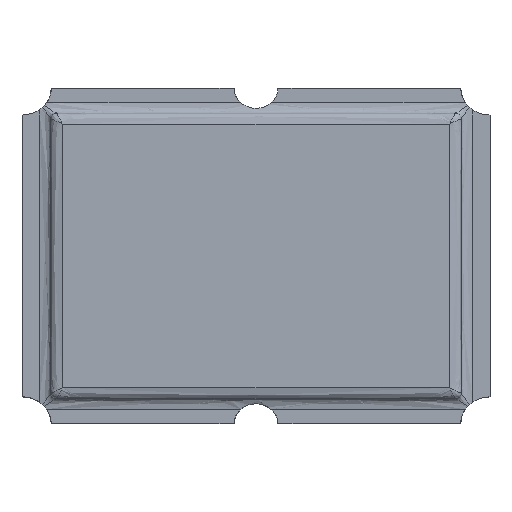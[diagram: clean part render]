
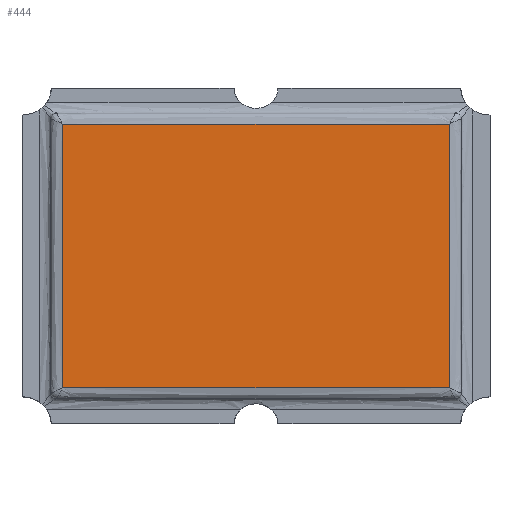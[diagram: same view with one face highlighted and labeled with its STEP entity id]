
A CAD part, top view. The second image highlights one B-rep face of the part: STEP entity #444.
In plain terms, the highlighted free-form (B-spline) face has degree [1, 1] with [2, 2] control points.
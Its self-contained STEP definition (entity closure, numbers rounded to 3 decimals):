
#70 = VERTEX_POINT('',#71);
#71 = CARTESIAN_POINT('',(2.884,-1.966,1.2));
#87 = EDGE_CURVE('',#70,#88,#90,.T.);
#88 = VERTEX_POINT('',#89);
#89 = CARTESIAN_POINT('',(-2.884,-1.966,1.2));
#90 = B_SPLINE_CURVE_WITH_KNOTS('',1,(#91,#92),.UNSPECIFIED.,.F.,.F.,(2,
    2),(0.08,2.726),.PIECEWISE_BEZIER_KNOTS.);
#91 = CARTESIAN_POINT('',(2.884,-1.966,1.2));
#92 = CARTESIAN_POINT('',(-2.884,-1.966,1.2));
#444 = ADVANCED_FACE('',(#445),#467,.F.);
#445 = FACE_BOUND('',#446,.F.);
#446 = EDGE_LOOP('',(#447,#454,#455,#462));
#447 = ORIENTED_EDGE('',*,*,#448,.T.);
#448 = EDGE_CURVE('',#449,#70,#451,.T.);
#449 = VERTEX_POINT('',#450);
#450 = CARTESIAN_POINT('',(2.884,1.966,1.2));
#451 = B_SPLINE_CURVE_WITH_KNOTS('',1,(#452,#453),.UNSPECIFIED.,.F.,.F.,
  (2,2),(0.08,2.046),.PIECEWISE_BEZIER_KNOTS.);
#452 = CARTESIAN_POINT('',(2.884,1.966,1.2));
#453 = CARTESIAN_POINT('',(2.884,-1.966,1.2));
#454 = ORIENTED_EDGE('',*,*,#87,.T.);
#455 = ORIENTED_EDGE('',*,*,#456,.T.);
#456 = EDGE_CURVE('',#88,#457,#459,.T.);
#457 = VERTEX_POINT('',#458);
#458 = CARTESIAN_POINT('',(-2.884,1.966,1.2));
#459 = B_SPLINE_CURVE_WITH_KNOTS('',1,(#460,#461),.UNSPECIFIED.,.F.,.F.,
  (2,2),(0.08,2.046),.PIECEWISE_BEZIER_KNOTS.);
#460 = CARTESIAN_POINT('',(-2.884,-1.966,1.2));
#461 = CARTESIAN_POINT('',(-2.884,1.966,1.2));
#462 = ORIENTED_EDGE('',*,*,#463,.T.);
#463 = EDGE_CURVE('',#457,#449,#464,.T.);
#464 = B_SPLINE_CURVE_WITH_KNOTS('',1,(#465,#466),.UNSPECIFIED.,.F.,.F.,
  (2,2),(0.08,2.726),.PIECEWISE_BEZIER_KNOTS.);
#465 = CARTESIAN_POINT('',(-2.884,1.966,1.2));
#466 = CARTESIAN_POINT('',(2.884,1.966,1.2));
#467 = B_SPLINE_SURFACE_WITH_KNOTS('',1,1,(
    (#468,#469)
    ,(#470,#471
    )),.UNSPECIFIED.,.F.,.F.,.F.,(2,2),(2,2),(-0.983,
    0.983),(-1.323,1.323),
  .PIECEWISE_BEZIER_KNOTS.);
#468 = CARTESIAN_POINT('',(2.884,1.966,1.2));
#469 = CARTESIAN_POINT('',(-2.884,1.966,1.2));
#470 = CARTESIAN_POINT('',(2.884,-1.966,1.2));
#471 = CARTESIAN_POINT('',(-2.884,-1.966,1.2));
